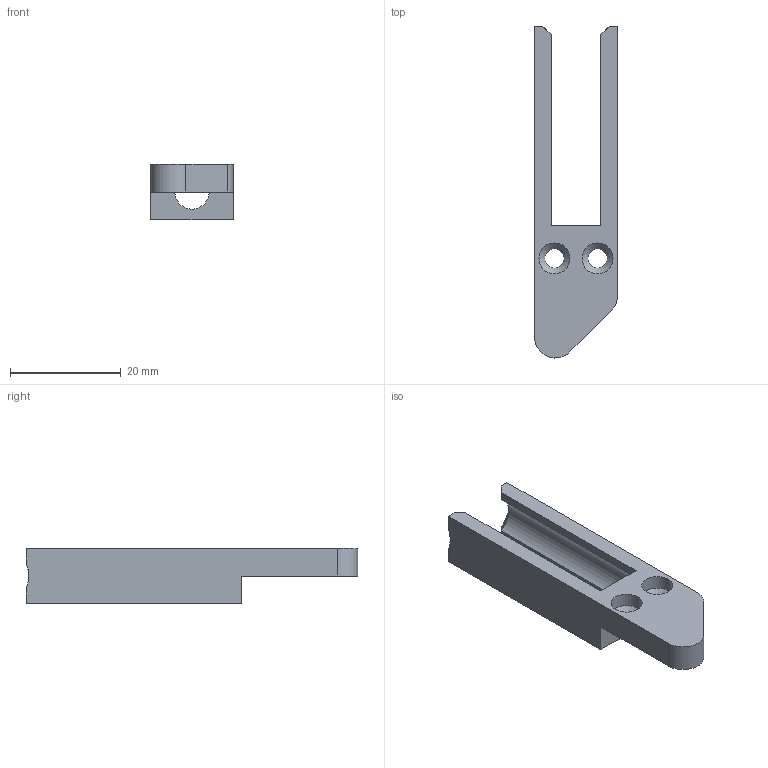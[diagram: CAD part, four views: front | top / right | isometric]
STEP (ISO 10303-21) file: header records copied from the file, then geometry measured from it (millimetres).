
FILE_DESCRIPTION(/* description */ (''),/* implementation_level */ '2;1');
FILE_NAME(/* name */ 'ProbeCarrierTop.step',/* time_stamp */ '2021-11-29T17:03:20+01:00',/* author */ (''),/* organization */ (''),/* preprocessor_version */ 'ST-DEVELOPER v18.1',/* originating_system */ 'Autodesk Translation Framework v10.10.0.1391',/* authorisation */ '');
FILE_SCHEMA (('AUTOMOTIVE_DESIGN { 1 0 10303 214 3 1 1 }'));
Length unit declared in the file: millimetre
Products named in the file (1): ProbeCarrierTop
Bounding box: 15 x 59.99 x 10 mm (x, y, z)
Volume: 2808 mm3; surface area: 3271.2 mm2
Topology: 1 solids, 1 shells, 40 faces, 100 edges, 63 vertices
Faces by surface type: plane 25, cylinder 11, cone 4
Full cylindrical faces by diameter (mm): 3.5 x2, 4.4 x2, 5.6 x2, 6.2 x1
Entity records: 1230 total; most frequent: CARTESIAN_POINT 220, DIRECTION 203, ORIENTED_EDGE 200, EDGE_CURVE 100, AXIS2_PLACEMENT_3D 68, LINE 67, VECTOR 67, VERTEX_POINT 63
